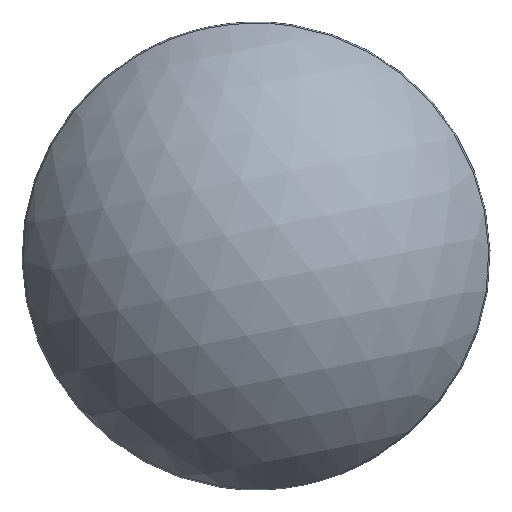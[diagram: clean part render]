
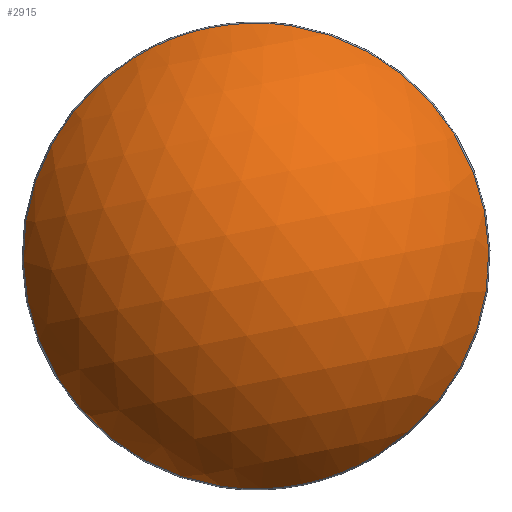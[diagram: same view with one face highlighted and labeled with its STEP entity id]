
A CAD part, top view. The second image highlights one B-rep face of the part: STEP entity #2915.
In plain terms, the highlighted spherical face has radius 63 mm.
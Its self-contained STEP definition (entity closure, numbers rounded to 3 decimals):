
#79=SPHERICAL_SURFACE('',#3275,63.);
#699=FACE_OUTER_BOUND('',#870,.T.);
#870=EDGE_LOOP('',(#2105,#2106));
#1086=CIRCLE('',#3272,55.588);
#1087=CIRCLE('',#3273,55.588);
#1310=VERTEX_POINT('',#5011);
#1311=VERTEX_POINT('',#5012);
#1621=EDGE_CURVE('',#1310,#1311,#1086,.T.);
#1622=EDGE_CURVE('',#1311,#1310,#1087,.T.);
#2105=ORIENTED_EDGE('',*,*,#1621,.T.);
#2106=ORIENTED_EDGE('',*,*,#1622,.T.);
#2915=ADVANCED_FACE('',(#699),#79,.T.);
#3272=AXIS2_PLACEMENT_3D('',#5013,#3675,#3676);
#3273=AXIS2_PLACEMENT_3D('',#5014,#3677,#3678);
#3275=AXIS2_PLACEMENT_3D('',#5016,#3681,#3682);
#3675=DIRECTION('center_axis',(0.,-1.,0.));
#3676=DIRECTION('ref_axis',(1.,0.,0.));
#3677=DIRECTION('center_axis',(0.,-1.,0.));
#3678=DIRECTION('ref_axis',(1.,0.,0.));
#3681=DIRECTION('center_axis',(0.,0.,1.));
#3682=DIRECTION('ref_axis',(1.,0.,0.));
#5011=CARTESIAN_POINT('',(55.588,-6.317,0.));
#5012=CARTESIAN_POINT('',(0.,-6.317,55.588));
#5013=CARTESIAN_POINT('Origin',(0.,-6.317,0.));
#5014=CARTESIAN_POINT('Origin',(0.,-6.317,0.));
#5016=CARTESIAN_POINT('Origin',(0.,23.329,0.));
